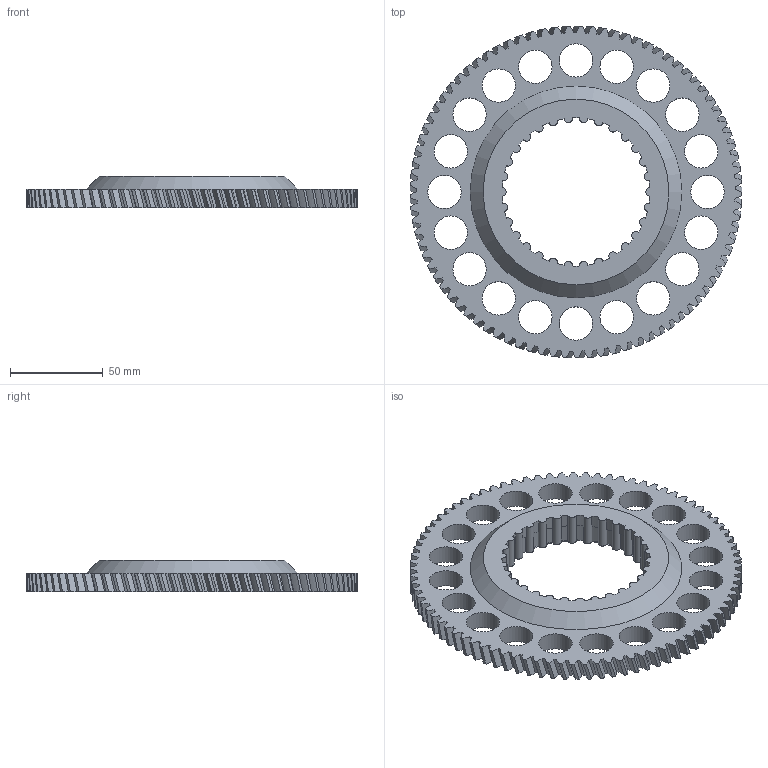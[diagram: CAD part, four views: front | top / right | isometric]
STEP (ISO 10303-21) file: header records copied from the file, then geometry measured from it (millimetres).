
FILE_DESCRIPTION(/* description */ (''),/* implementation_level */ '2;1');
FILE_NAME(/* name */ 'central base gear.stp',/* time_stamp */ '2017-03-26T17:41:12+02:00',/* author */ ('Admin'),/* organization */ (''),/* preprocessor_version */ 'ST-DEVELOPER v16.1',/* originating_system */ 'Autodesk Inventor 2016',/* authorisation */ '');
FILE_SCHEMA (('AUTOMOTIVE_DESIGN { 1 0 10303 214 3 1 1 }'));
Length unit declared in the file: millimetre
Products named in the file (2): Spur Gear22; Spur Gears2
Assembly tree (1 placements, depth 2):
  Spur Gears2
    Spur Gear22
Bounding box: 179.19 x 179.2 x 17 mm (x, y, z)
Volume: 172581.6 mm3; surface area: 57146.3 mm2
Topology: 1 solids, 1 shells, 546 faces, 1626 edges, 1084 vertices
Faces by surface type: bspline 255, cylinder 226, plane 64, cone 1
Full cylindrical faces by diameter (mm): 18 x20, 100.2 x1
Entity records: 22602 total; most frequent: CARTESIAN_POINT 9782, ORIENTED_EDGE 3208, DIRECTION 1916, EDGE_CURVE 1604, VERTEX_POINT 1084, AXIS2_PLACEMENT_3D 868, B_SPLINE_CURVE_WITH_KNOTS 850, EDGE_LOOP 612
